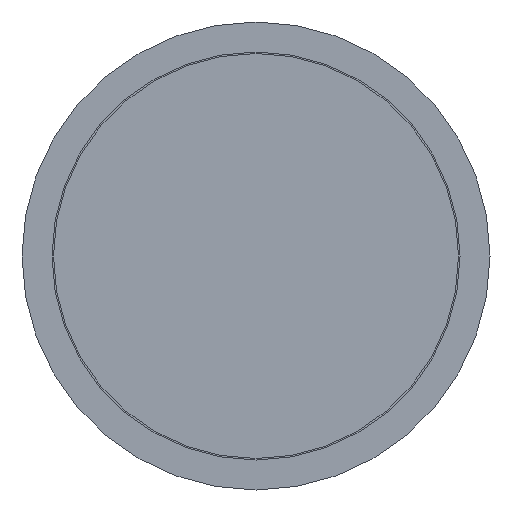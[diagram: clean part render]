
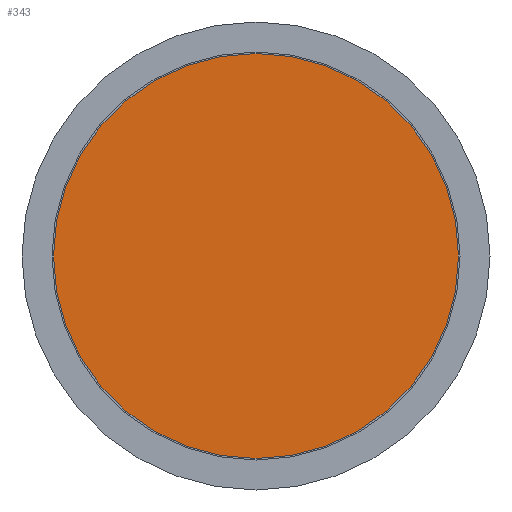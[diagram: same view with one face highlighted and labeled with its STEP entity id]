
A CAD part, front view. The second image highlights one B-rep face of the part: STEP entity #343.
In plain terms, the highlighted planar face has unit normal (0, -1, 0).
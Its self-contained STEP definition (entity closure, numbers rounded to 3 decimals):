
#20 = CARTESIAN_POINT ( 'NONE',  ( 0., 0., 0. ) ) ;
#98 = CARTESIAN_POINT ( 'NONE',  ( -33.75, 0., 0. ) ) ;
#171 = FACE_OUTER_BOUND ( 'NONE', #327, .T. ) ;
#270 = CIRCLE ( 'NONE', #797, 33.75 ) ;
#327 = EDGE_LOOP ( 'NONE', ( #476 ) ) ;
#343 = ADVANCED_FACE ( 'NONE', ( #171 ), #622, .F. ) ;
#399 = DIRECTION ( 'NONE',  ( 0., 0., -1. ) ) ;
#476 = ORIENTED_EDGE ( 'NONE', *, *, #846, .T. ) ;
#621 = DIRECTION ( 'NONE',  ( 0., -1., 0. ) ) ;
#622 = PLANE ( 'NONE',  #712 ) ;
#712 = AXIS2_PLACEMENT_3D ( 'NONE', #98, #772, #790 ) ;
#772 = DIRECTION ( 'NONE',  ( 0., 1., 0. ) ) ;
#790 = DIRECTION ( 'NONE',  ( 0., 0., 1. ) ) ;
#791 = CARTESIAN_POINT ( 'NONE',  ( 0., 0., -33.75 ) ) ;
#797 = AXIS2_PLACEMENT_3D ( 'NONE', #20, #621, #399 ) ;
#846 = EDGE_CURVE ( 'NONE', #934, #934, #270, .T. ) ;
#934 = VERTEX_POINT ( 'NONE', #791 ) ;
